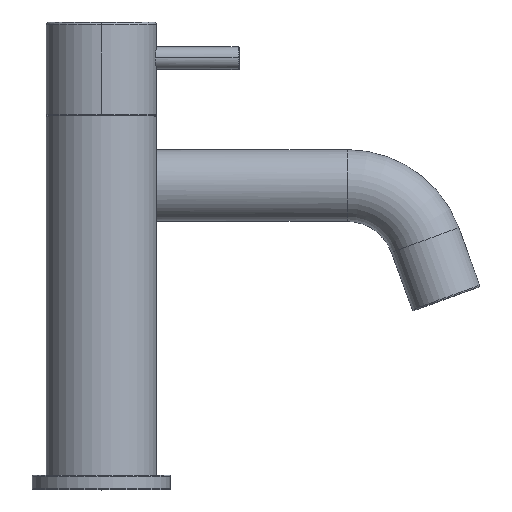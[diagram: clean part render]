
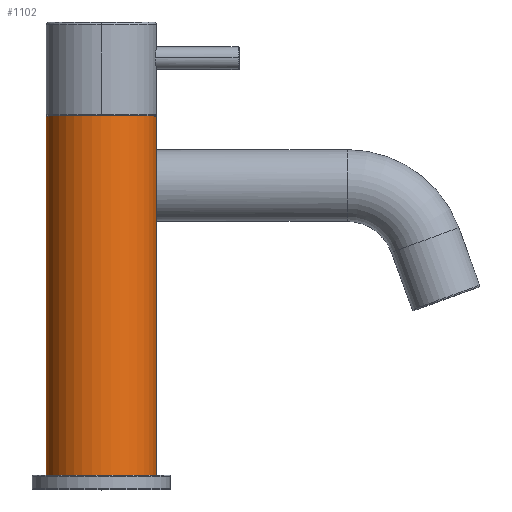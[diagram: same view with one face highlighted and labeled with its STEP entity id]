
A CAD part, top view. The second image highlights one B-rep face of the part: STEP entity #1102.
In plain terms, the highlighted cylindrical face has radius 508 mm (diameter 1016 mm), a partial arc.
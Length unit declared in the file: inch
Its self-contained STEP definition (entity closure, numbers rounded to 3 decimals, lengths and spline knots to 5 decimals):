
#70=CARTESIAN_POINT('',(0.,5.,90.));
#71=DIRECTION('',(0.,1.,0.));
#72=DIRECTION('',(-1.,0.,0.));
#73=AXIS2_PLACEMENT_3D('',#70,#71,#72);
#206=CARTESIAN_POINT('',(0.,135.,90.));
#207=DIRECTION('',(0.,1.,0.));
#208=DIRECTION('',(-1.,0.,0.));
#209=AXIS2_PLACEMENT_3D('',#206,#207,#208);
#231=DIRECTION('',(0.,1.,0.));
#232=VECTOR('',#231,130.);
#233=CARTESIAN_POINT('',(20.,5.,90.));
#234=LINE('',#233,#232);
#301=DIRECTION('',(0.,1.,0.));
#302=VECTOR('',#301,130.);
#303=CARTESIAN_POINT('',(-20.,5.,90.));
#304=LINE('',#303,#302);
#739=CARTESIAN_POINT('',(20.,135.,90.));
#740=CARTESIAN_POINT('',(-20.,135.,90.));
#741=VERTEX_POINT('',#739);
#742=VERTEX_POINT('',#740);
#747=CARTESIAN_POINT('',(20.,5.,90.));
#748=CARTESIAN_POINT('',(-20.,5.,90.));
#749=VERTEX_POINT('',#747);
#750=VERTEX_POINT('',#748);
#1091=CARTESIAN_POINT('',(0.,5.,90.));
#1092=DIRECTION('',(0.,1.,0.));
#1093=DIRECTION('',(1.,0.,0.));
#1094=AXIS2_PLACEMENT_3D('',#1091,#1092,#1093);
#1095=CYLINDRICAL_SURFACE('',#1094,20.);
#1096=ORIENTED_EDGE('',*,*,#901,.F.);
#1097=ORIENTED_EDGE('',*,*,#1080,.T.);
#1098=ORIENTED_EDGE('',*,*,#1060,.T.);
#1099=ORIENTED_EDGE('',*,*,#1077,.F.);
#1100=EDGE_LOOP('',(#1096,#1097,#1098,#1099));
#1101=FACE_OUTER_BOUND('',#1100,.F.);
#1102=ADVANCED_FACE('',(#1101),#1095,.T.);
#74=CIRCLE('',#73,20.);
#210=CIRCLE('',#209,20.);
#901=EDGE_CURVE('',#750,#749,#74,.T.);
#1060=EDGE_CURVE('',#742,#741,#210,.T.);
#1077=EDGE_CURVE('',#749,#741,#234,.T.);
#1080=EDGE_CURVE('',#750,#742,#304,.T.);
